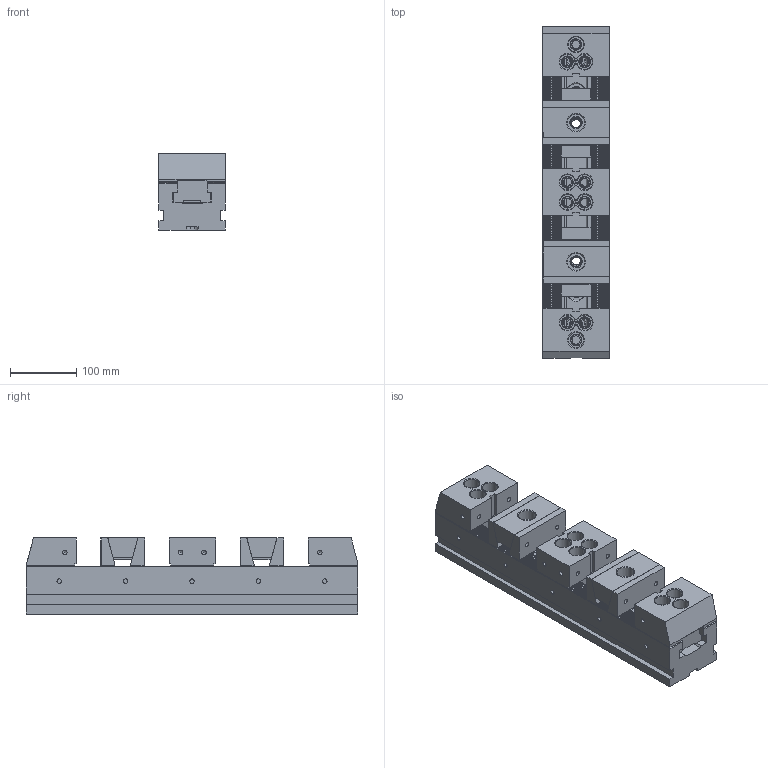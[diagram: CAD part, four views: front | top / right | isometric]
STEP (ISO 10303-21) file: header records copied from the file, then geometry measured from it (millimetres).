
FILE_DESCRIPTION( ( 'Unknown' ), '1' );
FILE_NAME( 'SVF-B-10050-100(4).stp', 'Unknown', ( 'Unknown' ), ( 'Unknown' ), 'PSStep 17.0.49', 'Unknown', ' ' );
FILE_SCHEMA( ( 'AUTOMOTIVE_DESIGN { 1 0 10303 214 1 1 1 1 }' ) );
Length unit declared in the file: millimetre
Products named in the file (16): SVF-B02-100; 1-SVF-ABT-100-2; 1-SVF-B02-100-1; SVF-AB04-100; 4-01-CAPA-M6L15; 1-SVF-AB04-100-2; 1-SVF-AB04-100-1; SVF-B01-100; 1-SVF-B01-100-2; 1-SVF-B01-100-1; 3-SVF-B02-AB04-100; SVF-AB02-100; 1-SVF-AB02-100-2; 1-SVF-AB02-100-1; Assem1; SVF-AB01-10050-100
Assembly tree (20 placements, depth 4):
  Assem1
    SVF-AB01-10050-100
    SVF-AB02-100  x2
      1-SVF-AB02-100-2
      1-SVF-AB02-100-1
    3-SVF-B02-AB04-100  x2
      SVF-AB04-100
        4-01-CAPA-M6L15  x3
        1-SVF-AB04-100-2
        1-SVF-AB04-100-1
      SVF-B02-100
        1-SVF-ABT-100-2
        1-SVF-B02-100-1
    SVF-B01-100
      1-SVF-B01-100-2
      1-SVF-B01-100-1
Bounding box: 100.29 x 500 x 114.6 mm (x, y, z)
Volume: 4263194.3 mm3; surface area: 596724.8 mm2
Topology: 31 solids, 31 shells, 3096 faces, 8246 edges, 5259 vertices
Faces by surface type: plane 2125, cylinder 486, cone 473, torus 12
Full cylindrical faces by diameter (mm): 5 x190, 6 x168, 6.5 x12, 6.8 x34, 10 x12, 11 x12, 12.5 x10, 14 x2, 16 x12, 16.5 x2, 18 x5, 23 x10, 26 x9
Entity records: 76271 total; most frequent: CARTESIAN_POINT 10870, ORIENTED_EDGE 10588, DIRECTION 9465, EDGE_CURVE 5294, LINE 5007, VECTOR 5007, VERTEX_POINT 3634, AXIS2_PLACEMENT_3D 2229
